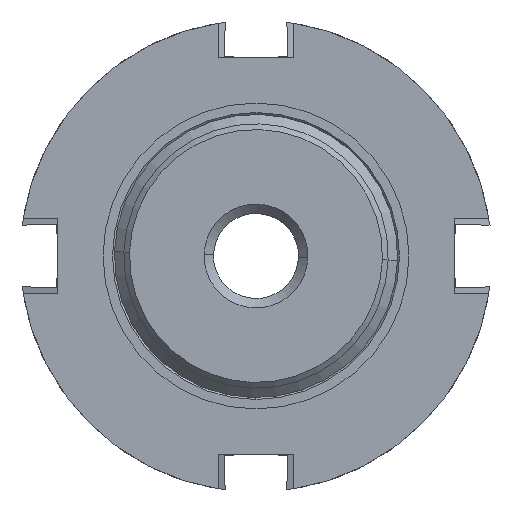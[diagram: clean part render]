
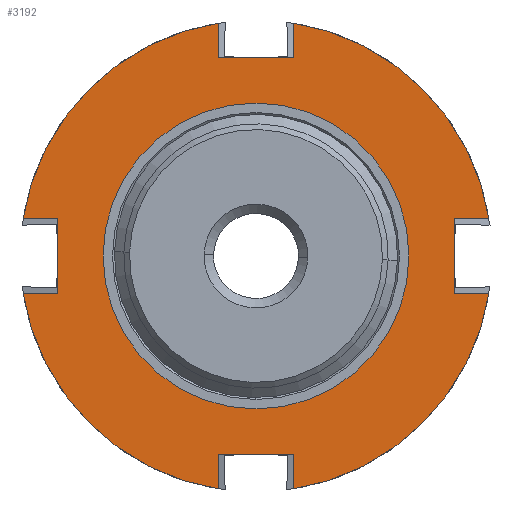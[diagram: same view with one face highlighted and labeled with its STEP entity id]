
A CAD part, front view. The second image highlights one B-rep face of the part: STEP entity #3192.
In plain terms, the highlighted planar face has unit normal (0, -1, 0).
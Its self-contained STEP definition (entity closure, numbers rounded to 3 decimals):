
#14 = CARTESIAN_POINT ( 'NONE',  ( 12.339, -23., 2. ) ) ;
#16 = EDGE_LOOP ( 'NONE', ( #334, #315 ) ) ;
#21 = ORIENTED_EDGE ( 'NONE', *, *, #2801, .F. ) ;
#78 = EDGE_CURVE ( 'NONE', #2636, #338, #1319, .T. ) ;
#186 = VERTEX_POINT ( 'NONE', #977 ) ;
#187 = DIRECTION ( 'NONE',  ( 0., 1., 0. ) ) ;
#223 = CARTESIAN_POINT ( 'NONE',  ( -2., -23., -12.339 ) ) ;
#315 = ORIENTED_EDGE ( 'NONE', *, *, #360, .T. ) ;
#334 = ORIENTED_EDGE ( 'NONE', *, *, #3547, .T. ) ;
#338 = VERTEX_POINT ( 'NONE', #1937 ) ;
#353 = EDGE_CURVE ( 'NONE', #3637, #3579, #2573, .T. ) ;
#360 = EDGE_CURVE ( 'NONE', #1128, #3071, #1959, .T. ) ;
#444 = LINE ( 'NONE', #1525, #711 ) ;
#455 = CARTESIAN_POINT ( 'NONE',  ( 10.5, -23., -2. ) ) ;
#520 = CARTESIAN_POINT ( 'NONE',  ( 8.1, -23., 2. ) ) ;
#548 = ORIENTED_EDGE ( 'NONE', *, *, #1670, .T. ) ;
#550 = VECTOR ( 'NONE', #2779, 1000. ) ;
#551 = CARTESIAN_POINT ( 'NONE',  ( 0., -23., 0. ) ) ;
#555 = ORIENTED_EDGE ( 'NONE', *, *, #1083, .F. ) ;
#577 = DIRECTION ( 'NONE',  ( 0., 0., 1. ) ) ;
#607 = CARTESIAN_POINT ( 'NONE',  ( 8.1, -23., -2. ) ) ;
#637 = ORIENTED_EDGE ( 'NONE', *, *, #3213, .T. ) ;
#643 = CARTESIAN_POINT ( 'NONE',  ( 0., -23., 10.5 ) ) ;
#711 = VECTOR ( 'NONE', #2687, 1000. ) ;
#714 = EDGE_CURVE ( 'NONE', #767, #1111, #3137, .T. ) ;
#717 = CARTESIAN_POINT ( 'NONE',  ( -10.5, -23., -2. ) ) ;
#742 = CARTESIAN_POINT ( 'NONE',  ( -12.339, -23., -2. ) ) ;
#767 = VERTEX_POINT ( 'NONE', #2083 ) ;
#804 = VECTOR ( 'NONE', #1210, 1000. ) ;
#859 = VECTOR ( 'NONE', #1619, 1000. ) ;
#861 = DIRECTION ( 'NONE',  ( 0., 0., 1. ) ) ;
#900 = EDGE_CURVE ( 'NONE', #767, #3146, #444, .T. ) ;
#917 = VERTEX_POINT ( 'NONE', #14 ) ;
#920 = EDGE_CURVE ( 'NONE', #1687, #2636, #1954, .T. ) ;
#957 = LINE ( 'NONE', #1933, #3334 ) ;
#963 = LINE ( 'NONE', #1470, #2861 ) ;
#966 = ORIENTED_EDGE ( 'NONE', *, *, #1662, .F. ) ;
#976 = ORIENTED_EDGE ( 'NONE', *, *, #1623, .F. ) ;
#977 = CARTESIAN_POINT ( 'NONE',  ( 2., -23., -12.339 ) ) ;
#979 = EDGE_LOOP ( 'NONE', ( #3503, #555, #637, #2751, #21, #966, #548, #1071, #976, #1894, #1823, #2211, #2352, #3041, #984, #2042 ) ) ;
#984 = ORIENTED_EDGE ( 'NONE', *, *, #900, .T. ) ;
#986 = DIRECTION ( 'NONE',  ( 0., 0., 1. ) ) ;
#1001 = EDGE_CURVE ( 'NONE', #1111, #338, #3048, .T. ) ;
#1071 = ORIENTED_EDGE ( 'NONE', *, *, #353, .T. ) ;
#1083 = EDGE_CURVE ( 'NONE', #2820, #2176, #2758, .T. ) ;
#1093 = LINE ( 'NONE', #2391, #1663 ) ;
#1111 = VERTEX_POINT ( 'NONE', #1722 ) ;
#1128 = VERTEX_POINT ( 'NONE', #3558 ) ;
#1210 = DIRECTION ( 'NONE',  ( -1., 0., 0. ) ) ;
#1267 = CARTESIAN_POINT ( 'NONE',  ( 0., -23., 0. ) ) ;
#1276 = VECTOR ( 'NONE', #577, 1000. ) ;
#1282 = CARTESIAN_POINT ( 'NONE',  ( 12.339, -23., -2. ) ) ;
#1285 = AXIS2_PLACEMENT_3D ( 'NONE', #3842, #2021, #1723 ) ;
#1298 = EDGE_CURVE ( 'NONE', #3146, #3671, #1093, .T. ) ;
#1319 = LINE ( 'NONE', #643, #2939 ) ;
#1320 = LINE ( 'NONE', #607, #804 ) ;
#1326 = DIRECTION ( 'NONE',  ( 0., 1., 0. ) ) ;
#1327 = VECTOR ( 'NONE', #2112, 1000. ) ;
#1351 = CARTESIAN_POINT ( 'NONE',  ( -2., -23., 0. ) ) ;
#1386 = CARTESIAN_POINT ( 'NONE',  ( 0., -23., 0. ) ) ;
#1470 = CARTESIAN_POINT ( 'NONE',  ( 8.1, -23., -2. ) ) ;
#1505 = DIRECTION ( 'NONE',  ( -1., 0., 0. ) ) ;
#1525 = CARTESIAN_POINT ( 'NONE',  ( 8.1, -23., 2. ) ) ;
#1576 = LINE ( 'NONE', #2944, #3796 ) ;
#1607 = DIRECTION ( 'NONE',  ( 0., 0., 1. ) ) ;
#1619 = DIRECTION ( 'NONE',  ( 0., 0., -1. ) ) ;
#1623 = EDGE_CURVE ( 'NONE', #917, #3579, #1715, .T. ) ;
#1644 = AXIS2_PLACEMENT_3D ( 'NONE', #1386, #3800, #2013 ) ;
#1662 = EDGE_CURVE ( 'NONE', #2001, #186, #1950, .T. ) ;
#1663 = VECTOR ( 'NONE', #2949, 1000. ) ;
#1670 = EDGE_CURVE ( 'NONE', #2001, #3637, #1320, .T. ) ;
#1680 = CIRCLE ( 'NONE', #2809, 12.5 ) ;
#1687 = VERTEX_POINT ( 'NONE', #3307 ) ;
#1715 = LINE ( 'NONE', #520, #2894 ) ;
#1722 = CARTESIAN_POINT ( 'NONE',  ( -2., -23., 12.339 ) ) ;
#1723 = DIRECTION ( 'NONE',  ( 0., 0., 1. ) ) ;
#1775 = AXIS2_PLACEMENT_3D ( 'NONE', #3505, #187, #3794 ) ;
#1823 = ORIENTED_EDGE ( 'NONE', *, *, #920, .T. ) ;
#1894 = ORIENTED_EDGE ( 'NONE', *, *, #2780, .F. ) ;
#1933 = CARTESIAN_POINT ( 'NONE',  ( -2., -23., 0. ) ) ;
#1937 = CARTESIAN_POINT ( 'NONE',  ( -2., -23., 10.5 ) ) ;
#1950 = CIRCLE ( 'NONE', #3250, 12.5 ) ;
#1954 = LINE ( 'NONE', #2728, #1327 ) ;
#1959 = CIRCLE ( 'NONE', #3795, 8.1 ) ;
#1965 = FACE_BOUND ( 'NONE', #16, .T. ) ;
#2001 = VERTEX_POINT ( 'NONE', #1282 ) ;
#2013 = DIRECTION ( 'NONE',  ( 0., 0., 1. ) ) ;
#2021 = DIRECTION ( 'NONE',  ( 0., 1., 0. ) ) ;
#2042 = ORIENTED_EDGE ( 'NONE', *, *, #1298, .T. ) ;
#2083 = CARTESIAN_POINT ( 'NONE',  ( -12.339, -23., 2. ) ) ;
#2084 = CARTESIAN_POINT ( 'NONE',  ( -2., -23., -10.5 ) ) ;
#2095 = CARTESIAN_POINT ( 'NONE',  ( 0., -23., 8.1 ) ) ;
#2112 = DIRECTION ( 'NONE',  ( 0., 0., -1. ) ) ;
#2176 = VERTEX_POINT ( 'NONE', #742 ) ;
#2203 = DIRECTION ( 'NONE',  ( 0., 0., 1. ) ) ;
#2211 = ORIENTED_EDGE ( 'NONE', *, *, #78, .T. ) ;
#2268 = EDGE_CURVE ( 'NONE', #2915, #2557, #3338, .T. ) ;
#2352 = ORIENTED_EDGE ( 'NONE', *, *, #1001, .F. ) ;
#2391 = CARTESIAN_POINT ( 'NONE',  ( -10.5, -23., 0. ) ) ;
#2401 = DIRECTION ( 'NONE',  ( 1., 0., 0. ) ) ;
#2450 = DIRECTION ( 'NONE',  ( 0., 1., 0. ) ) ;
#2484 = CARTESIAN_POINT ( 'NONE',  ( -10.5, -23., 2. ) ) ;
#2487 = CARTESIAN_POINT ( 'NONE',  ( 0., -23., 0. ) ) ;
#2505 = DIRECTION ( 'NONE',  ( 0., 1., 0. ) ) ;
#2557 = VERTEX_POINT ( 'NONE', #3460 ) ;
#2573 = LINE ( 'NONE', #3248, #1276 ) ;
#2636 = VERTEX_POINT ( 'NONE', #3182 ) ;
#2649 = DIRECTION ( 'NONE',  ( 0., 1., 0. ) ) ;
#2687 = DIRECTION ( 'NONE',  ( 1., 0., 0. ) ) ;
#2728 = CARTESIAN_POINT ( 'NONE',  ( 2., -23., 0. ) ) ;
#2751 = ORIENTED_EDGE ( 'NONE', *, *, #2268, .T. ) ;
#2758 = CIRCLE ( 'NONE', #1775, 12.5 ) ;
#2779 = DIRECTION ( 'NONE',  ( 1., 0., 0. ) ) ;
#2780 = EDGE_CURVE ( 'NONE', #1687, #917, #1680, .T. ) ;
#2801 = EDGE_CURVE ( 'NONE', #186, #2557, #1576, .T. ) ;
#2802 = PLANE ( 'NONE',  #3455 ) ;
#2809 = AXIS2_PLACEMENT_3D ( 'NONE', #551, #2649, #861 ) ;
#2820 = VERTEX_POINT ( 'NONE', #223 ) ;
#2824 = EDGE_CURVE ( 'NONE', #2176, #3671, #963, .T. ) ;
#2861 = VECTOR ( 'NONE', #2401, 1000. ) ;
#2894 = VECTOR ( 'NONE', #1505, 1000. ) ;
#2915 = VERTEX_POINT ( 'NONE', #2084 ) ;
#2939 = VECTOR ( 'NONE', #3627, 1000. ) ;
#2944 = CARTESIAN_POINT ( 'NONE',  ( 2., -23., 0. ) ) ;
#2949 = DIRECTION ( 'NONE',  ( 0., 0., -1. ) ) ;
#2975 = CARTESIAN_POINT ( 'NONE',  ( 10.5, -23., 2. ) ) ;
#3041 = ORIENTED_EDGE ( 'NONE', *, *, #714, .F. ) ;
#3048 = LINE ( 'NONE', #1351, #859 ) ;
#3071 = VERTEX_POINT ( 'NONE', #2095 ) ;
#3137 = CIRCLE ( 'NONE', #1644, 12.5 ) ;
#3146 = VERTEX_POINT ( 'NONE', #2484 ) ;
#3149 = CARTESIAN_POINT ( 'NONE',  ( 8.1, -23., 0. ) ) ;
#3182 = CARTESIAN_POINT ( 'NONE',  ( 2., -23., 10.5 ) ) ;
#3191 = CIRCLE ( 'NONE', #1285, 8.1 ) ;
#3192 = ADVANCED_FACE ( 'NONE', ( #1965, #3289 ), #2802, .F. ) ;
#3213 = EDGE_CURVE ( 'NONE', #2820, #2915, #957, .T. ) ;
#3248 = CARTESIAN_POINT ( 'NONE',  ( 10.5, -23., 0. ) ) ;
#3250 = AXIS2_PLACEMENT_3D ( 'NONE', #1267, #2505, #2203 ) ;
#3252 = DIRECTION ( 'NONE',  ( 0., 0., 1. ) ) ;
#3289 = FACE_OUTER_BOUND ( 'NONE', #979, .T. ) ;
#3307 = CARTESIAN_POINT ( 'NONE',  ( 2., -23., 12.339 ) ) ;
#3325 = DIRECTION ( 'NONE',  ( 0., 0., 1. ) ) ;
#3334 = VECTOR ( 'NONE', #1607, 1000. ) ;
#3338 = LINE ( 'NONE', #3563, #550 ) ;
#3455 = AXIS2_PLACEMENT_3D ( 'NONE', #3149, #1326, #986 ) ;
#3460 = CARTESIAN_POINT ( 'NONE',  ( 2., -23., -10.5 ) ) ;
#3503 = ORIENTED_EDGE ( 'NONE', *, *, #2824, .F. ) ;
#3505 = CARTESIAN_POINT ( 'NONE',  ( 0., -23., 0. ) ) ;
#3547 = EDGE_CURVE ( 'NONE', #3071, #1128, #3191, .T. ) ;
#3558 = CARTESIAN_POINT ( 'NONE',  ( 0., -23., -8.1 ) ) ;
#3563 = CARTESIAN_POINT ( 'NONE',  ( 0., -23., -10.5 ) ) ;
#3579 = VERTEX_POINT ( 'NONE', #2975 ) ;
#3627 = DIRECTION ( 'NONE',  ( -1., 0., 0. ) ) ;
#3637 = VERTEX_POINT ( 'NONE', #455 ) ;
#3671 = VERTEX_POINT ( 'NONE', #717 ) ;
#3794 = DIRECTION ( 'NONE',  ( 0., 0., 1. ) ) ;
#3795 = AXIS2_PLACEMENT_3D ( 'NONE', #2487, #2450, #3325 ) ;
#3796 = VECTOR ( 'NONE', #3252, 1000. ) ;
#3800 = DIRECTION ( 'NONE',  ( 0., 1., 0. ) ) ;
#3842 = CARTESIAN_POINT ( 'NONE',  ( 0., -23., 0. ) ) ;
